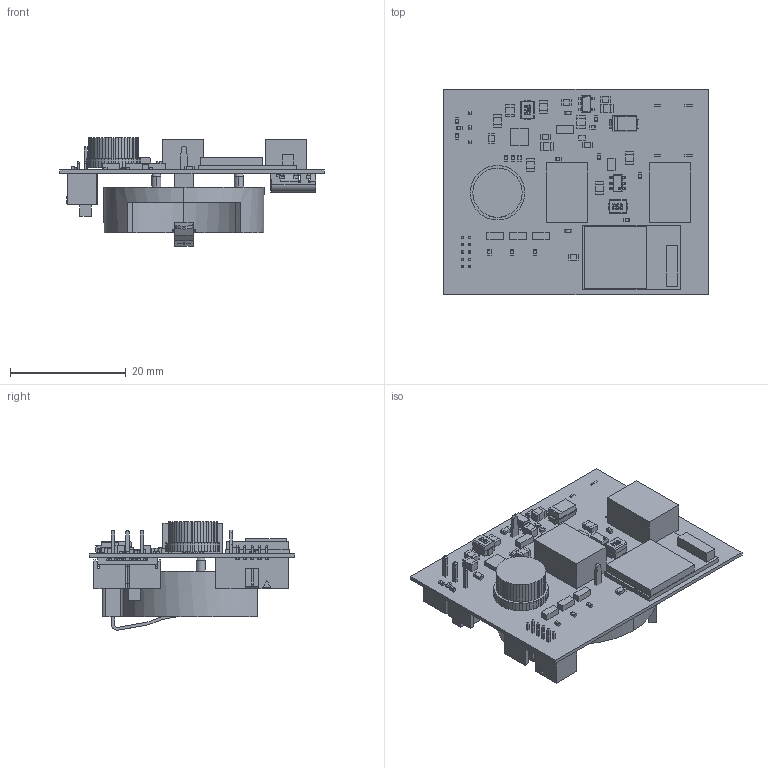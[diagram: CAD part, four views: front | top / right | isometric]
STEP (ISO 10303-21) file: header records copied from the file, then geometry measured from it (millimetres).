
FILE_DESCRIPTION(('Open CASCADE Model'),'2;1');
FILE_NAME('Open CASCADE Shape Model','2022-10-29T12:35:13',('Author'),( 'Open CASCADE'),'Open CASCADE STEP processor 6.8','Open CASCADE 6.8' ,'Unknown');
FILE_SCHEMA(('AUTOMOTIVE_DESIGN { 1 0 10303 214 1 1 1 1 }'));
Length unit declared in the file: millimetre
Products named in the file (151): PCB; Board; Open CASCADE STEP translator 6.8 1.1.1; R5; 1718498880; Extruded; 1718498920; U7; 1718498400; U6; U5; 1718498800; 1718498680; 1718498600; U4; User_Library-SOT23-6-2; U3; 1718496400; U2; 1718498520; U1; SOT23-5_D; SW1; EG1218_RGB8421504; EG1218_Housing; EG1218_Actuator; EG1218A_Terminals; R20; 1718498080; 1718497960; R19; R18; R17; 1718497080; 1718497040; R16; R15; 1718498320; 1718497560; R14 ...
Assembly tree (235 placements, depth 4):
  PCB
    Board
      Open CASCADE STEP translator 6.8 1.1.1
    R5
      1718498880  x2
        Extruded
      1718498920
        Extruded
    U7
      1718498400
        Extruded
    U6
      1718498400
        Extruded
    U5
      1718498800
        Extruded
      1718498680
        Extruded
      1718498600
        Extruded
    U4
      User_Library-SOT23-6-2
    U3
      1718496400
        Extruded
    U2
      1718498520
        Extruded
    U1
      SOT23-5_D
    SW1
      EG1218_RGB8421504
        EG1218_Housing
        EG1218_Actuator
        EG1218A_Terminals
    R20
      1718498080
        Extruded
      1718497960  x2
        Extruded
    R19
      1718497960  x2
        Extruded
      1718498080
        Extruded
    R18
      1718498080
        Extruded
      1718497960  x2
        Extruded
    R17
      1718497080  x2
        Extruded
      1718497040
        Extruded
    R16
      1718498920
        Extruded
      1718498880  x2
Bounding box: 45.72 x 35.56 x 18.77 mm (x, y, z)
Volume: 4862.2 mm3; surface area: 10143.6 mm2
Topology: 140 solids, 140 shells, 2291 faces, 5668 edges, 3840 vertices
Faces by surface type: plane 1984, cylinder 237, extrusion 26, bspline 15, sphere 13, torus 13, cone 3
Full cylindrical faces by diameter (mm): 0.5 x2
Entity records: 61133 total; most frequent: CARTESIAN_POINT 13476, DIRECTION 8630, ORIENTED_EDGE 8558, EDGE_CURVE 4279, VECTOR 3814, LINE 3801, VERTEX_POINT 2754, AXIS2_PLACEMENT_3D 2408
